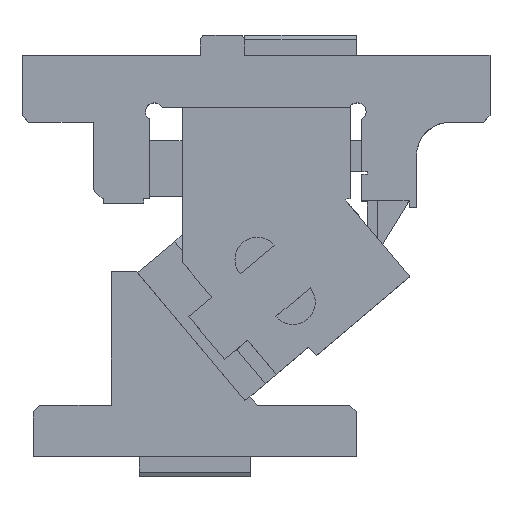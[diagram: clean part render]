
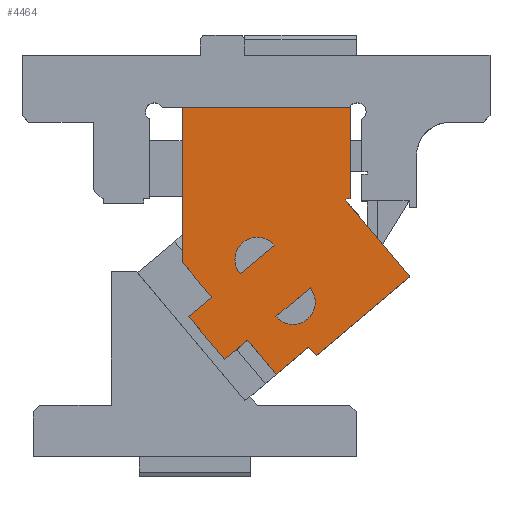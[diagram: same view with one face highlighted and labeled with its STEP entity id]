
A CAD part, top view. The second image highlights one B-rep face of the part: STEP entity #4464.
In plain terms, the highlighted planar face has unit normal (0, 0, 1).
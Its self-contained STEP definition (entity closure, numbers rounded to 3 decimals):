
#2153=CARTESIAN_POINT('Vertex',(-57.69,85.684,0.)) ;
#2156=CARTESIAN_POINT('Line Origine',(-20.19,85.684,0.)) ;
#2160=CARTESIAN_POINT('Vertex',(17.31,85.684,0.)) ;
#2186=CARTESIAN_POINT('Vertex',(15.964,44.684,0.)) ;
#2200=CARTESIAN_POINT('Vertex',(17.31,44.684,0.)) ;
#2203=CARTESIAN_POINT('Line Origine',(16.637,44.684,0.)) ;
#2227=CARTESIAN_POINT('Line Origine',(15.615,44.392,0.)) ;
#2231=CARTESIAN_POINT('Vertex',(15.267,44.1,0.)) ;
#2256=CARTESIAN_POINT('Line Origine',(17.31,65.184,0.)) ;
#2442=CARTESIAN_POINT('Line Origine',(-57.69,50.804,0.)) ;
#2446=CARTESIAN_POINT('Vertex',(-57.69,15.923,0.)) ;
#3238=CARTESIAN_POINT('Vertex',(-54.976,-8.314,0.)) ;
#3254=CARTESIAN_POINT('Vertex',(-38.906,-27.465,0.)) ;
#3257=CARTESIAN_POINT('Line Origine',(-46.941,-17.89,0.)) ;
#3340=CARTESIAN_POINT('Vertex',(-44.634,0.364,0.)) ;
#3348=CARTESIAN_POINT('Line Origine',(-49.805,-3.975,0.)) ;
#3457=CARTESIAN_POINT('Vertex',(-28.565,-18.788,0.)) ;
#3460=CARTESIAN_POINT('Line Origine',(-33.735,-23.126,0.)) ;
#3523=CARTESIAN_POINT('Vertex',(-30.762,25.058,0.)) ;
#3528=CARTESIAN_POINT('Axis2P3D Location',(-24.334,17.397,0.)) ;
#3532=CARTESIAN_POINT('Vertex',(-31.995,10.97,0.)) ;
#3574=CARTESIAN_POINT('Axis2P3D Location',(-24.334,17.397,0.)) ;
#3578=CARTESIAN_POINT('Vertex',(-16.674,23.825,0.)) ;
#3644=CARTESIAN_POINT('Axis2P3D Location',(-8.265,-1.754,0.)) ;
#3648=CARTESIAN_POINT('Vertex',(-1.837,-9.414,0.)) ;
#3650=CARTESIAN_POINT('Vertex',(-0.604,4.674,0.)) ;
#3706=CARTESIAN_POINT('Vertex',(-15.925,-8.182,0.)) ;
#3709=CARTESIAN_POINT('Axis2P3D Location',(-8.265,-1.754,0.)) ;
#4018=CARTESIAN_POINT('Line Origine',(29.73,26.864,0.)) ;
#4022=CARTESIAN_POINT('Vertex',(44.192,9.628,0.)) ;
#4194=CARTESIAN_POINT('Vertex',(2.06,-25.726,0.)) ;
#4202=CARTESIAN_POINT('Line Origine',(23.126,-8.049,0.)) ;
#4223=CARTESIAN_POINT('Vertex',(-15.709,-34.108,0.)) ;
#4228=CARTESIAN_POINT('Line Origine',(-22.137,-26.448,0.)) ;
#4233=CARTESIAN_POINT('Line Origine',(-51.162,8.143,0.)) ;
#4411=CARTESIAN_POINT('Axis2P3D Location',(-41.42,-3.467,0.)) ;
#4416=CARTESIAN_POINT('Line Origine',(-8.432,-28.002,0.)) ;
#4420=CARTESIAN_POINT('Vertex',(-1.154,-21.895,0.)) ;
#4423=CARTESIAN_POINT('Line Origine',(0.453,-23.811,0.)) ;
#4444=CARTESIAN_POINT('Line Origine',(-24.334,17.397,0.)) ;
#4454=CARTESIAN_POINT('Line Origine',(-8.265,-1.754,0.)) ;
#2157=DIRECTION('Vector Direction',(1.,0.,0.)) ;
#2204=DIRECTION('Vector Direction',(-1.,0.,0.)) ;
#2228=DIRECTION('Vector Direction',(0.766,0.643,0.)) ;
#2257=DIRECTION('Vector Direction',(0.,-1.,0.)) ;
#2443=DIRECTION('Vector Direction',(0.,-1.,0.)) ;
#3258=DIRECTION('Vector Direction',(0.643,-0.766,0.)) ;
#3349=DIRECTION('Vector Direction',(-0.766,-0.643,0.)) ;
#3461=DIRECTION('Vector Direction',(0.766,0.643,0.)) ;
#3529=DIRECTION('Axis2P3D Direction',(0.,0.,-1.)) ;
#3575=DIRECTION('Axis2P3D Direction',(0.,0.,-1.)) ;
#3645=DIRECTION('Axis2P3D Direction',(0.,0.,-1.)) ;
#3710=DIRECTION('Axis2P3D Direction',(0.,0.,-1.)) ;
#4019=DIRECTION('Vector Direction',(-0.643,0.766,0.)) ;
#4203=DIRECTION('Vector Direction',(0.766,0.643,0.)) ;
#4229=DIRECTION('Vector Direction',(0.643,-0.766,0.)) ;
#4234=DIRECTION('Vector Direction',(0.643,-0.766,0.)) ;
#4412=DIRECTION('Axis2P3D Direction',(0.,0.,-1.)) ;
#4413=DIRECTION('Axis2P3D XDirection',(-0.643,0.766,0.)) ;
#4417=DIRECTION('Vector Direction',(-0.766,-0.643,0.)) ;
#4424=DIRECTION('Vector Direction',(-0.643,0.766,0.)) ;
#4445=DIRECTION('Vector Direction',(-0.766,-0.643,0.)) ;
#4455=DIRECTION('Vector Direction',(0.766,0.643,0.)) ;
#3530=AXIS2_PLACEMENT_3D('Circle Axis2P3D',#3528,#3529,$) ;
#3576=AXIS2_PLACEMENT_3D('Circle Axis2P3D',#3574,#3575,$) ;
#3646=AXIS2_PLACEMENT_3D('Circle Axis2P3D',#3644,#3645,$) ;
#3711=AXIS2_PLACEMENT_3D('Circle Axis2P3D',#3709,#3710,$) ;
#4414=AXIS2_PLACEMENT_3D('Plane Axis2P3D',#4411,#4412,#4413) ;
#4429=ORIENTED_EDGE('',*,*,#4422,.F.) ;
#4430=ORIENTED_EDGE('',*,*,#4427,.F.) ;
#4431=ORIENTED_EDGE('',*,*,#4206,.T.) ;
#4432=ORIENTED_EDGE('',*,*,#4024,.T.) ;
#4433=ORIENTED_EDGE('',*,*,#2233,.T.) ;
#4434=ORIENTED_EDGE('',*,*,#2207,.F.) ;
#4435=ORIENTED_EDGE('',*,*,#2260,.F.) ;
#4436=ORIENTED_EDGE('',*,*,#2162,.F.) ;
#4437=ORIENTED_EDGE('',*,*,#2448,.T.) ;
#4438=ORIENTED_EDGE('',*,*,#4237,.T.) ;
#4439=ORIENTED_EDGE('',*,*,#3352,.T.) ;
#4440=ORIENTED_EDGE('',*,*,#3261,.T.) ;
#4441=ORIENTED_EDGE('',*,*,#3464,.T.) ;
#4442=ORIENTED_EDGE('',*,*,#4232,.T.) ;
#4450=ORIENTED_EDGE('',*,*,#3534,.F.) ;
#4451=ORIENTED_EDGE('',*,*,#3580,.F.) ;
#4452=ORIENTED_EDGE('',*,*,#4448,.T.) ;
#4460=ORIENTED_EDGE('',*,*,#3652,.F.) ;
#4461=ORIENTED_EDGE('',*,*,#3713,.F.) ;
#4462=ORIENTED_EDGE('',*,*,#4458,.T.) ;
#4453=FACE_BOUND('',#4449,.T.) ;
#4463=FACE_BOUND('',#4459,.T.) ;
#2158=VECTOR('Line Direction',#2157,1.) ;
#2205=VECTOR('Line Direction',#2204,1.) ;
#2229=VECTOR('Line Direction',#2228,1.) ;
#2258=VECTOR('Line Direction',#2257,1.) ;
#2444=VECTOR('Line Direction',#2443,1.) ;
#3259=VECTOR('Line Direction',#3258,1.) ;
#3350=VECTOR('Line Direction',#3349,1.) ;
#3462=VECTOR('Line Direction',#3461,1.) ;
#4020=VECTOR('Line Direction',#4019,1.) ;
#4204=VECTOR('Line Direction',#4203,1.) ;
#4230=VECTOR('Line Direction',#4229,1.) ;
#4235=VECTOR('Line Direction',#4234,1.) ;
#4418=VECTOR('Line Direction',#4417,1.) ;
#4425=VECTOR('Line Direction',#4424,1.) ;
#4446=VECTOR('Line Direction',#4445,1.) ;
#4456=VECTOR('Line Direction',#4455,1.) ;
#4464=ADVANCED_FACE('CAM SLIDER',(#4443,#4453,#4463),#4415,.F.) ;
#3531=CIRCLE('generated circle',#3530,10.) ;
#3577=CIRCLE('generated circle',#3576,10.) ;
#3647=CIRCLE('generated circle',#3646,10.) ;
#3712=CIRCLE('generated circle',#3711,10.) ;
#2162=EDGE_CURVE('',#2154,#2161,#2159,.T.) ;
#2207=EDGE_CURVE('',#2201,#2187,#2206,.T.) ;
#2233=EDGE_CURVE('',#2232,#2187,#2230,.T.) ;
#2260=EDGE_CURVE('',#2161,#2201,#2259,.T.) ;
#2448=EDGE_CURVE('',#2154,#2447,#2445,.T.) ;
#3261=EDGE_CURVE('',#3239,#3255,#3260,.T.) ;
#3352=EDGE_CURVE('',#3341,#3239,#3351,.T.) ;
#3464=EDGE_CURVE('',#3255,#3458,#3463,.T.) ;
#3534=EDGE_CURVE('',#3524,#3533,#3531,.F.) ;
#3580=EDGE_CURVE('',#3579,#3524,#3577,.F.) ;
#3652=EDGE_CURVE('',#3649,#3651,#3647,.F.) ;
#3713=EDGE_CURVE('',#3707,#3649,#3712,.F.) ;
#4024=EDGE_CURVE('',#4023,#2232,#4021,.T.) ;
#4206=EDGE_CURVE('',#4195,#4023,#4205,.T.) ;
#4232=EDGE_CURVE('',#3458,#4224,#4231,.T.) ;
#4237=EDGE_CURVE('',#2447,#3341,#4236,.T.) ;
#4422=EDGE_CURVE('',#4421,#4224,#4419,.T.) ;
#4427=EDGE_CURVE('',#4195,#4421,#4426,.T.) ;
#4448=EDGE_CURVE('',#3579,#3533,#4447,.T.) ;
#4458=EDGE_CURVE('',#3707,#3651,#4457,.T.) ;
#4428=EDGE_LOOP('',(#4429,#4430,#4431,#4432,#4433,#4434,#4435,#4436,#4437,#4438,#4439,#4440,#4441,#4442)) ;
#4449=EDGE_LOOP('',(#4450,#4451,#4452)) ;
#4459=EDGE_LOOP('',(#4460,#4461,#4462)) ;
#4443=FACE_OUTER_BOUND('',#4428,.T.) ;
#2159=LINE('Line',#2156,#2158) ;
#2206=LINE('Line',#2203,#2205) ;
#2230=LINE('Line',#2227,#2229) ;
#2259=LINE('Line',#2256,#2258) ;
#2445=LINE('Line',#2442,#2444) ;
#3260=LINE('Line',#3257,#3259) ;
#3351=LINE('Line',#3348,#3350) ;
#3463=LINE('Line',#3460,#3462) ;
#4021=LINE('Line',#4018,#4020) ;
#4205=LINE('Line',#4202,#4204) ;
#4231=LINE('Line',#4228,#4230) ;
#4236=LINE('Line',#4233,#4235) ;
#4419=LINE('Line',#4416,#4418) ;
#4426=LINE('Line',#4423,#4425) ;
#4447=LINE('Line',#4444,#4446) ;
#4457=LINE('Line',#4454,#4456) ;
#4415=PLANE('Plane',#4414) ;
#2154=VERTEX_POINT('',#2153) ;
#2161=VERTEX_POINT('',#2160) ;
#2187=VERTEX_POINT('',#2186) ;
#2201=VERTEX_POINT('',#2200) ;
#2232=VERTEX_POINT('',#2231) ;
#2447=VERTEX_POINT('',#2446) ;
#3239=VERTEX_POINT('',#3238) ;
#3255=VERTEX_POINT('',#3254) ;
#3341=VERTEX_POINT('',#3340) ;
#3458=VERTEX_POINT('',#3457) ;
#3524=VERTEX_POINT('',#3523) ;
#3533=VERTEX_POINT('',#3532) ;
#3579=VERTEX_POINT('',#3578) ;
#3649=VERTEX_POINT('',#3648) ;
#3651=VERTEX_POINT('',#3650) ;
#3707=VERTEX_POINT('',#3706) ;
#4023=VERTEX_POINT('',#4022) ;
#4195=VERTEX_POINT('',#4194) ;
#4224=VERTEX_POINT('',#4223) ;
#4421=VERTEX_POINT('',#4420) ;
